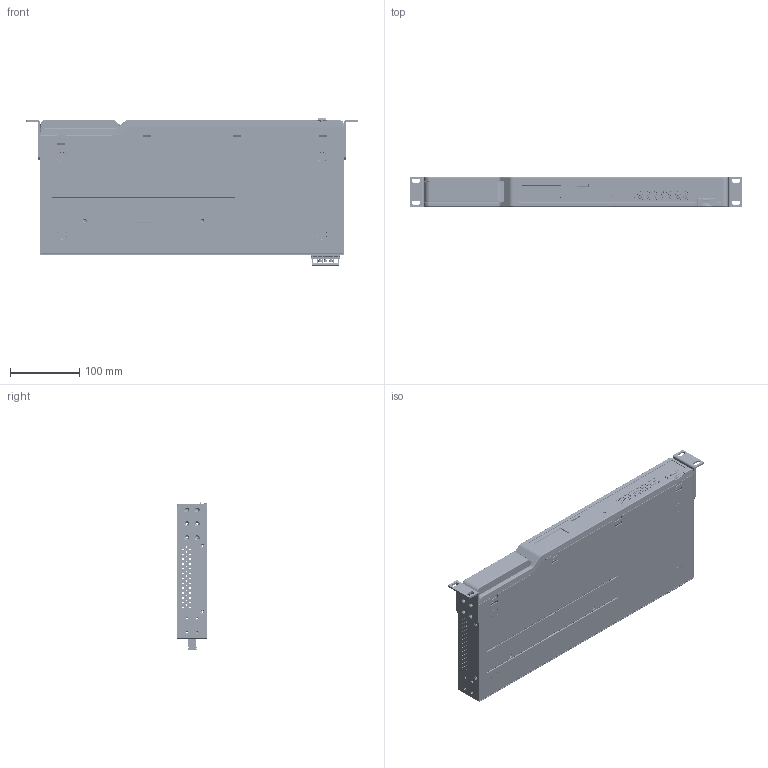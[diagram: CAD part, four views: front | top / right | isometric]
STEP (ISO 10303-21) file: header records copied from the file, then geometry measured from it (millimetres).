
FILE_DESCRIPTION((''),'2;1');
FILE_NAME('NPORT6650-16-HV','2014-12-04T',('Sam_Liu'),(''),'PRO/ENGINEER BY PARAMETRIC TECHNOLOGY CORPORATION, 2013230','PRO/ENGINEER BY PARAMETRIC TECHNOLOGY CORPORATION, 2013230','');
FILE_SCHEMA(('CONFIG_CONTROL_DESIGN'));
Products named in the file (1): NPORT6650-16-HV
Bounding box: 480 x 44 x 212.8 mm (x, y, z)
Volume: 524141.8 mm3; surface area: 744292.2 mm2
Topology: 13 solids, 26 shells, 6000 faces, 15566 edges, 9977 vertices
Faces by surface type: plane 3563, cylinder 1814, cone 238, sphere 202, torus 112, bspline 57, extrusion 14
Entity records: 186883 total; most frequent: CARTESIAN_POINT 36891, DIRECTION 31164, ORIENTED_EDGE 30728, EDGE_CURVE 15364, AXIS2_PLACEMENT_3D 10407, VECTOR 10350, LINE 10336, VERTEX_POINT 9977
